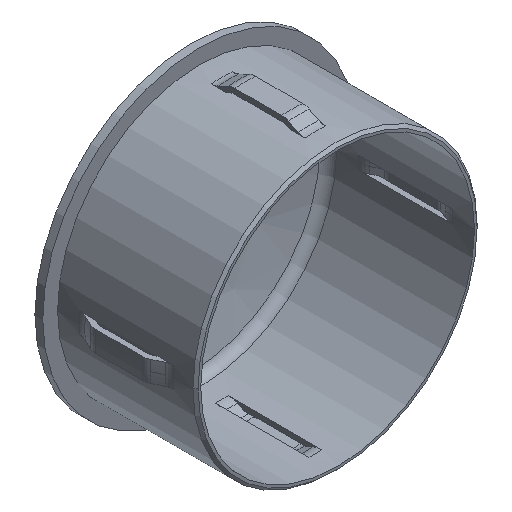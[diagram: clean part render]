
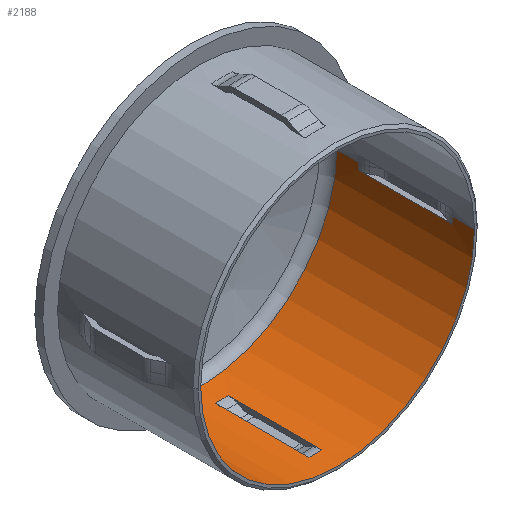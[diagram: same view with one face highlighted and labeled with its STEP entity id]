
A CAD part, isometric view. The second image highlights one B-rep face of the part: STEP entity #2188.
In plain terms, the highlighted cylindrical face has radius 26.3 mm (diameter 52.6 mm), a partial arc.
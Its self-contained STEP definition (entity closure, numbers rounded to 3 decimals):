
#546 = DIRECTION ( 'NONE',  ( 1., 0., 0. ) ) ;
#679 = EDGE_CURVE ( 'NONE', #5732, #1919, #5841, .T. ) ;
#818 = CARTESIAN_POINT ( 'NONE',  ( 26.3, 26.469, 0. ) ) ;
#836 = AXIS2_PLACEMENT_3D ( 'NONE', #13303, #5904, #2412 ) ;
#882 = CARTESIAN_POINT ( 'NONE',  ( 0., 26.469, 0. ) ) ;
#998 = CARTESIAN_POINT ( 'NONE',  ( 1.25, 22.25, -26.27 ) ) ;
#1005 = DIRECTION ( 'NONE',  ( 0., -1., 0. ) ) ;
#1214 = ORIENTED_EDGE ( 'NONE', *, *, #5879, .F. ) ;
#1336 = EDGE_CURVE ( 'NONE', #9730, #7556, #10266, .T. ) ;
#1384 = EDGE_CURVE ( 'NONE', #11591, #15964, #1789, .T. ) ;
#1611 = CARTESIAN_POINT ( 'NONE',  ( 26.27, 63.3, -1.25 ) ) ;
#1789 = LINE ( 'NONE', #11983, #11242 ) ;
#1832 = AXIS2_PLACEMENT_3D ( 'NONE', #3679, #8707, #9941 ) ;
#1859 = CARTESIAN_POINT ( 'NONE',  ( -26.27, 63.3, -1.25 ) ) ;
#1919 = VERTEX_POINT ( 'NONE', #2354 ) ;
#1992 = CARTESIAN_POINT ( 'NONE',  ( -26.27, 4.25, -1.25 ) ) ;
#2019 = DIRECTION ( 'NONE',  ( 0., -1., 0. ) ) ;
#2188 = ADVANCED_FACE ( 'NONE', ( #8112, #5216 ), #5040, .F. ) ;
#2257 = AXIS2_PLACEMENT_3D ( 'NONE', #5149, #12404, #13682 ) ;
#2311 = ORIENTED_EDGE ( 'NONE', *, *, #2963, .F. ) ;
#2354 = CARTESIAN_POINT ( 'NONE',  ( 26.27, 4.25, -1.25 ) ) ;
#2373 = VERTEX_POINT ( 'NONE', #14186 ) ;
#2397 = AXIS2_PLACEMENT_3D ( 'NONE', #10106, #10053, #2679 ) ;
#2412 = DIRECTION ( 'NONE',  ( 1., 0., 0. ) ) ;
#2520 = ORIENTED_EDGE ( 'NONE', *, *, #679, .F. ) ;
#2679 = DIRECTION ( 'NONE',  ( 1., 0., 0. ) ) ;
#2686 = DIRECTION ( 'NONE',  ( 0., -1., 0. ) ) ;
#2772 = CARTESIAN_POINT ( 'NONE',  ( -26.3, 22.25, 0. ) ) ;
#2963 = EDGE_CURVE ( 'NONE', #4862, #3971, #7537, .T. ) ;
#3290 = CARTESIAN_POINT ( 'NONE',  ( -26.27, 22.25, -1.25 ) ) ;
#3352 = DIRECTION ( 'NONE',  ( 0., -1., 0. ) ) ;
#3679 = CARTESIAN_POINT ( 'NONE',  ( 0., 32.5, 0. ) ) ;
#3922 = VERTEX_POINT ( 'NONE', #14455 ) ;
#3971 = VERTEX_POINT ( 'NONE', #1992 ) ;
#4124 = ORIENTED_EDGE ( 'NONE', *, *, #13031, .F. ) ;
#4141 = CARTESIAN_POINT ( 'NONE',  ( 26.3, 22.25, 0. ) ) ;
#4378 = CARTESIAN_POINT ( 'NONE',  ( 1.25, 4.25, -26.27 ) ) ;
#4430 = VECTOR ( 'NONE', #2019, 1000. ) ;
#4462 = VERTEX_POINT ( 'NONE', #4378 ) ;
#4556 = ORIENTED_EDGE ( 'NONE', *, *, #8017, .T. ) ;
#4809 = EDGE_CURVE ( 'NONE', #15913, #10800, #10203, .T. ) ;
#4820 = ORIENTED_EDGE ( 'NONE', *, *, #15188, .T. ) ;
#4862 = VERTEX_POINT ( 'NONE', #15030 ) ;
#4926 = LINE ( 'NONE', #1859, #10902 ) ;
#5005 = EDGE_CURVE ( 'NONE', #4862, #9019, #6341, .T. ) ;
#5040 = CYLINDRICAL_SURFACE ( 'NONE', #1832, 26.3 ) ;
#5149 = CARTESIAN_POINT ( 'NONE',  ( 0., 0., 0. ) ) ;
#5216 = FACE_OUTER_BOUND ( 'NONE', #15145, .T. ) ;
#5220 = DIRECTION ( 'NONE',  ( 0., -1., 0. ) ) ;
#5222 = EDGE_CURVE ( 'NONE', #2373, #3922, #13322, .T. ) ;
#5382 = CIRCLE ( 'NONE', #8546, 26.3 ) ;
#5440 = AXIS2_PLACEMENT_3D ( 'NONE', #11377, #2686, #11323 ) ;
#5732 = VERTEX_POINT ( 'NONE', #10833 ) ;
#5808 = ORIENTED_EDGE ( 'NONE', *, *, #1384, .F. ) ;
#5841 = LINE ( 'NONE', #1611, #6225 ) ;
#5879 = EDGE_CURVE ( 'NONE', #1919, #11591, #8073, .T. ) ;
#5886 = CIRCLE ( 'NONE', #7172, 26.3 ) ;
#5904 = DIRECTION ( 'NONE',  ( 0., -1., 0. ) ) ;
#5936 = ORIENTED_EDGE ( 'NONE', *, *, #1336, .F. ) ;
#6225 = VECTOR ( 'NONE', #6510, 1000. ) ;
#6319 = CARTESIAN_POINT ( 'NONE',  ( -26.3, 26.469, 0. ) ) ;
#6341 = LINE ( 'NONE', #14831, #6537 ) ;
#6510 = DIRECTION ( 'NONE',  ( 0., -1., 0. ) ) ;
#6537 = VECTOR ( 'NONE', #9028, 1000. ) ;
#6981 = VECTOR ( 'NONE', #15697, 1000. ) ;
#7123 = DIRECTION ( 'NONE',  ( 1., 0., 0. ) ) ;
#7172 = AXIS2_PLACEMENT_3D ( 'NONE', #882, #3352, #8213 ) ;
#7238 = ORIENTED_EDGE ( 'NONE', *, *, #5005, .T. ) ;
#7537 = CIRCLE ( 'NONE', #9796, 26.3 ) ;
#7556 = VERTEX_POINT ( 'NONE', #4141 ) ;
#7578 = CARTESIAN_POINT ( 'NONE',  ( 1.25, 63.3, -26.27 ) ) ;
#8017 = EDGE_CURVE ( 'NONE', #2373, #10662, #8048, .T. ) ;
#8048 = CIRCLE ( 'NONE', #836, 26.3 ) ;
#8073 = CIRCLE ( 'NONE', #2397, 26.3 ) ;
#8112 = FACE_BOUND ( 'NONE', #12354, .T. ) ;
#8213 = DIRECTION ( 'NONE',  ( 1., 0., 0. ) ) ;
#8217 = CIRCLE ( 'NONE', #2257, 26.3 ) ;
#8546 = AXIS2_PLACEMENT_3D ( 'NONE', #10960, #9562, #7123 ) ;
#8614 = LINE ( 'NONE', #7578, #14818 ) ;
#8707 = DIRECTION ( 'NONE',  ( 0., -1., 0. ) ) ;
#8824 = DIRECTION ( 'NONE',  ( 0., -1., 0. ) ) ;
#9019 = VERTEX_POINT ( 'NONE', #10998 ) ;
#9028 = DIRECTION ( 'NONE',  ( 0., -1., 0. ) ) ;
#9158 = CIRCLE ( 'NONE', #13575, 26.3 ) ;
#9562 = DIRECTION ( 'NONE',  ( 0., -1., 0. ) ) ;
#9639 = EDGE_CURVE ( 'NONE', #15913, #9730, #5886, .T. ) ;
#9654 = ORIENTED_EDGE ( 'NONE', *, *, #13866, .T. ) ;
#9730 = VERTEX_POINT ( 'NONE', #818 ) ;
#9796 = AXIS2_PLACEMENT_3D ( 'NONE', #13315, #1005, #14567 ) ;
#9941 = DIRECTION ( 'NONE',  ( 1., 0., 0. ) ) ;
#10053 = DIRECTION ( 'NONE',  ( 0., -1., 0. ) ) ;
#10106 = CARTESIAN_POINT ( 'NONE',  ( 0., 4.25, 0. ) ) ;
#10112 = CARTESIAN_POINT ( 'NONE',  ( 26.3, 4.25, 0. ) ) ;
#10203 = LINE ( 'NONE', #12629, #13698 ) ;
#10266 = LINE ( 'NONE', #11725, #6981 ) ;
#10418 = DIRECTION ( 'NONE',  ( 0., -1., 0. ) ) ;
#10662 = VERTEX_POINT ( 'NONE', #998 ) ;
#10776 = ORIENTED_EDGE ( 'NONE', *, *, #13796, .T. ) ;
#10800 = VERTEX_POINT ( 'NONE', #2772 ) ;
#10833 = CARTESIAN_POINT ( 'NONE',  ( 26.27, 22.25, -1.25 ) ) ;
#10902 = VECTOR ( 'NONE', #10418, 1000. ) ;
#10960 = CARTESIAN_POINT ( 'NONE',  ( 0., 4.25, 0. ) ) ;
#10998 = CARTESIAN_POINT ( 'NONE',  ( -26.3, 0., 0. ) ) ;
#11089 = EDGE_CURVE ( 'NONE', #5732, #7556, #14803, .T. ) ;
#11242 = VECTOR ( 'NONE', #13323, 1000. ) ;
#11323 = DIRECTION ( 'NONE',  ( 1., 0., 0. ) ) ;
#11377 = CARTESIAN_POINT ( 'NONE',  ( 0., 22.25, 0. ) ) ;
#11579 = DIRECTION ( 'NONE',  ( 0., -1., 0. ) ) ;
#11591 = VERTEX_POINT ( 'NONE', #10112 ) ;
#11606 = ORIENTED_EDGE ( 'NONE', *, *, #4809, .T. ) ;
#11725 = CARTESIAN_POINT ( 'NONE',  ( 26.3, 32.5, 0. ) ) ;
#11983 = CARTESIAN_POINT ( 'NONE',  ( 26.3, 32.5, 0. ) ) ;
#12056 = ORIENTED_EDGE ( 'NONE', *, *, #9639, .F. ) ;
#12354 = EDGE_LOOP ( 'NONE', ( #4124, #14933, #4556, #10776 ) ) ;
#12404 = DIRECTION ( 'NONE',  ( 0., -1., 0. ) ) ;
#12447 = ORIENTED_EDGE ( 'NONE', *, *, #15954, .T. ) ;
#12629 = CARTESIAN_POINT ( 'NONE',  ( -26.3, 32.5, 0. ) ) ;
#12974 = CARTESIAN_POINT ( 'NONE',  ( 26.3, 0., 0. ) ) ;
#12984 = ORIENTED_EDGE ( 'NONE', *, *, #11089, .T. ) ;
#13031 = EDGE_CURVE ( 'NONE', #3922, #4462, #5382, .T. ) ;
#13303 = CARTESIAN_POINT ( 'NONE',  ( 0., 22.25, 0. ) ) ;
#13315 = CARTESIAN_POINT ( 'NONE',  ( 0., 4.25, 0. ) ) ;
#13322 = LINE ( 'NONE', #15605, #4430 ) ;
#13323 = DIRECTION ( 'NONE',  ( 0., -1., 0. ) ) ;
#13575 = AXIS2_PLACEMENT_3D ( 'NONE', #15356, #11579, #546 ) ;
#13682 = DIRECTION ( 'NONE',  ( 1., 0., 0. ) ) ;
#13698 = VECTOR ( 'NONE', #5220, 1000. ) ;
#13796 = EDGE_CURVE ( 'NONE', #10662, #4462, #8614, .T. ) ;
#13866 = EDGE_CURVE ( 'NONE', #9019, #15964, #8217, .T. ) ;
#14186 = CARTESIAN_POINT ( 'NONE',  ( -1.25, 22.25, -26.27 ) ) ;
#14455 = CARTESIAN_POINT ( 'NONE',  ( -1.25, 4.25, -26.27 ) ) ;
#14567 = DIRECTION ( 'NONE',  ( 1., 0., 0. ) ) ;
#14803 = CIRCLE ( 'NONE', #5440, 26.3 ) ;
#14818 = VECTOR ( 'NONE', #8824, 1000. ) ;
#14831 = CARTESIAN_POINT ( 'NONE',  ( -26.3, 32.5, 0. ) ) ;
#14889 = VERTEX_POINT ( 'NONE', #3290 ) ;
#14933 = ORIENTED_EDGE ( 'NONE', *, *, #5222, .F. ) ;
#15030 = CARTESIAN_POINT ( 'NONE',  ( -26.3, 4.25, 0. ) ) ;
#15145 = EDGE_LOOP ( 'NONE', ( #12056, #11606, #12447, #4820, #2311, #7238, #9654, #5808, #1214, #2520, #12984, #5936 ) ) ;
#15188 = EDGE_CURVE ( 'NONE', #14889, #3971, #4926, .T. ) ;
#15356 = CARTESIAN_POINT ( 'NONE',  ( 0., 22.25, 0. ) ) ;
#15605 = CARTESIAN_POINT ( 'NONE',  ( -1.25, 63.3, -26.27 ) ) ;
#15697 = DIRECTION ( 'NONE',  ( 0., -1., 0. ) ) ;
#15913 = VERTEX_POINT ( 'NONE', #6319 ) ;
#15954 = EDGE_CURVE ( 'NONE', #10800, #14889, #9158, .T. ) ;
#15964 = VERTEX_POINT ( 'NONE', #12974 ) ;
